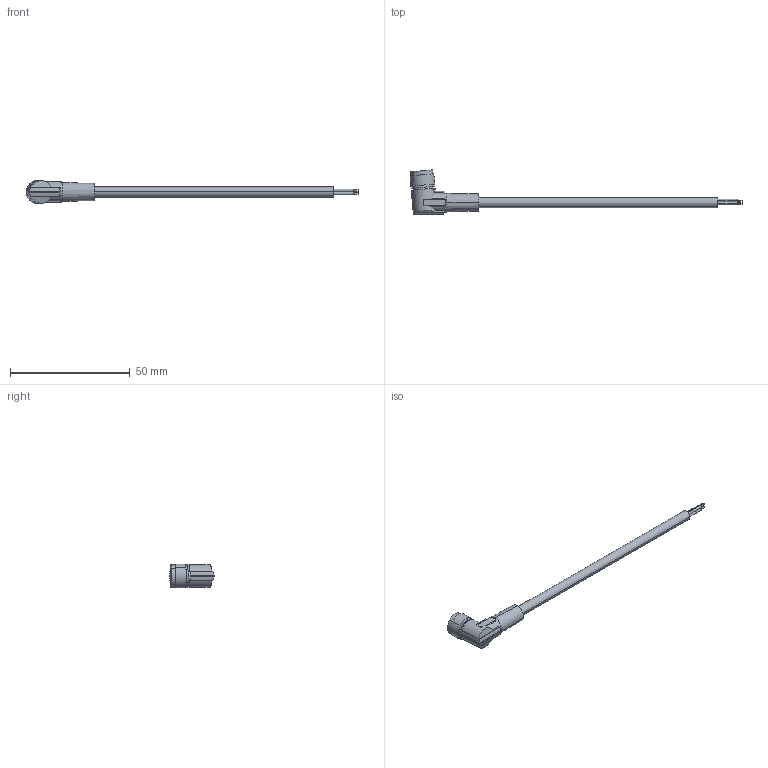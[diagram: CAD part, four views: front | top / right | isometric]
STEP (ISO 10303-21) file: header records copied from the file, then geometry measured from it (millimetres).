
FILE_DESCRIPTION(('SolidDesigner STEP Export'),'2;1');
FILE_NAME('1415872_SAC_3P_1.5_PVC_M8FR-select.stp','2015-02-10T13:45:44',(''),(''),'Creo Elements/Direct Modeling STEP processor for AP214 (Solid Model)','Creo Elements/Direct Modeling 18.1B 29-Sep-2012 (C) Parametric Technology GmbH','');
FILE_SCHEMA(('AUTOMOTIVE_DESIGN { 1 0 10303 214 1 1 1 1 }'));
Length unit declared in the file: millimetre
Products named in the file (2): 1415872_SAC_3P_1.5_PVC_M8FR-select
Assembly tree (1 placements, depth 2):
  1415872_SAC_3P_1.5_PVC_M8FR-select
    1415872_SAC_3P_1.5_PVC_M8FR-select
Bounding box: 138.64 x 18.45 x 9.96 mm (x, y, z)
Volume: 3406.8 mm3; surface area: 2969.9 mm2
Topology: 1 solids, 1 shells, 110 faces, 273 edges, 181 vertices
Faces by surface type: cylinder 56, plane 44, cone 10
Entity records: 4810 total; most frequent: CARTESIAN_POINT 1347, ORIENTED_EDGE 546, DIRECTION 502, EDGE_CURVE 273, AXIS2_PLACEMENT_3D 190, VERTEX_POINT 181, EDGE_LOOP 126, VECTOR 122
